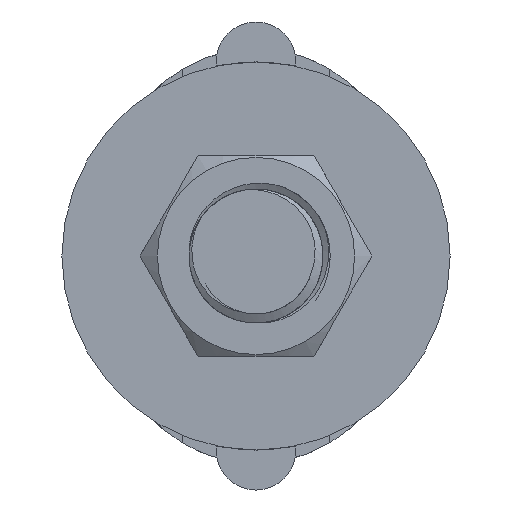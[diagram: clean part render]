
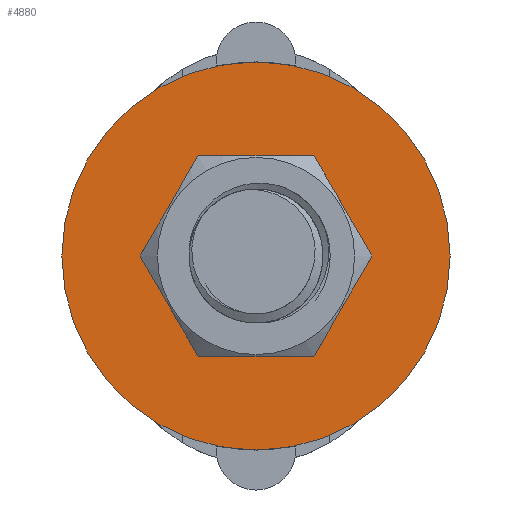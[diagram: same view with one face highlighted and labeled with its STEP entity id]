
A CAD part, front view. The second image highlights one B-rep face of the part: STEP entity #4880.
In plain terms, the highlighted planar face has unit normal (0, -1, 0).
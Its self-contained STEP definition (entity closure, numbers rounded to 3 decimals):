
#294 = ORIENTED_EDGE ( 'NONE', *, *, #20327, .T. ) ;
#1044 = EDGE_LOOP ( 'NONE', ( #10556, #294 ) ) ;
#1636 = DIRECTION ( 'NONE',  ( 0., 1., 0. ) ) ;
#1819 = CARTESIAN_POINT ( 'NONE',  ( 0., -5.2, 5.5 ) ) ;
#1820 = DIRECTION ( 'NONE',  ( 0., 0., 1. ) ) ;
#3073 = ORIENTED_EDGE ( 'NONE', *, *, #18360, .F. ) ;
#3184 = CARTESIAN_POINT ( 'NONE',  ( 0., -5.2, 0. ) ) ;
#3452 = CARTESIAN_POINT ( 'NONE',  ( 0., -5.2, -14.5 ) ) ;
#4880 = ADVANCED_FACE ( 'NONE', ( #9368, #17188 ), #20352, .F. ) ;
#5197 = DIRECTION ( 'NONE',  ( 0., 1., 0. ) ) ;
#5359 = VERTEX_POINT ( 'NONE', #3452 ) ;
#6156 = EDGE_LOOP ( 'NONE', ( #3073, #9193 ) ) ;
#6432 = CARTESIAN_POINT ( 'NONE',  ( 0., -5.2, 0. ) ) ;
#7978 = CIRCLE ( 'NONE', #20465, 5.5 ) ;
#8184 = CARTESIAN_POINT ( 'NONE',  ( 0., -5.2, 0. ) ) ;
#9193 = ORIENTED_EDGE ( 'NONE', *, *, #10381, .F. ) ;
#9368 = FACE_BOUND ( 'NONE', #1044, .T. ) ;
#9653 = DIRECTION ( 'NONE',  ( 0., 0., 1. ) ) ;
#10381 = EDGE_CURVE ( 'NONE', #5359, #18080, #16897, .T. ) ;
#10556 = ORIENTED_EDGE ( 'NONE', *, *, #19408, .T. ) ;
#10844 = DIRECTION ( 'NONE',  ( 0., 1., 0. ) ) ;
#11076 = DIRECTION ( 'NONE',  ( 0., 0., 1. ) ) ;
#11691 = CARTESIAN_POINT ( 'NONE',  ( 0., -5.2, 14.5 ) ) ;
#11709 = CIRCLE ( 'NONE', #14412, 5.5 ) ;
#11740 = AXIS2_PLACEMENT_3D ( 'NONE', #3184, #10844, #9653 ) ;
#12348 = CARTESIAN_POINT ( 'NONE',  ( 0., -5.2, 0. ) ) ;
#12451 = DIRECTION ( 'NONE',  ( 0., 1., 0. ) ) ;
#12901 = DIRECTION ( 'NONE',  ( 0., 1., 0. ) ) ;
#14224 = AXIS2_PLACEMENT_3D ( 'NONE', #6432, #12901, #16146 ) ;
#14412 = AXIS2_PLACEMENT_3D ( 'NONE', #8184, #5197, #1820 ) ;
#14552 = AXIS2_PLACEMENT_3D ( 'NONE', #12348, #12451, #18776 ) ;
#16120 = CARTESIAN_POINT ( 'NONE',  ( 0., -5.2, 0. ) ) ;
#16146 = DIRECTION ( 'NONE',  ( 0., 0., 1. ) ) ;
#16897 = CIRCLE ( 'NONE', #14224, 14.5 ) ;
#16947 = VERTEX_POINT ( 'NONE', #17297 ) ;
#17188 = FACE_OUTER_BOUND ( 'NONE', #6156, .T. ) ;
#17297 = CARTESIAN_POINT ( 'NONE',  ( 0., -5.2, -5.5 ) ) ;
#18080 = VERTEX_POINT ( 'NONE', #11691 ) ;
#18360 = EDGE_CURVE ( 'NONE', #18080, #5359, #20515, .T. ) ;
#18657 = VERTEX_POINT ( 'NONE', #1819 ) ;
#18776 = DIRECTION ( 'NONE',  ( 0., 0., 1. ) ) ;
#19408 = EDGE_CURVE ( 'NONE', #18657, #16947, #11709, .T. ) ;
#20327 = EDGE_CURVE ( 'NONE', #16947, #18657, #7978, .T. ) ;
#20352 = PLANE ( 'NONE',  #14552 ) ;
#20465 = AXIS2_PLACEMENT_3D ( 'NONE', #16120, #1636, #11076 ) ;
#20515 = CIRCLE ( 'NONE', #11740, 14.5 ) ;
